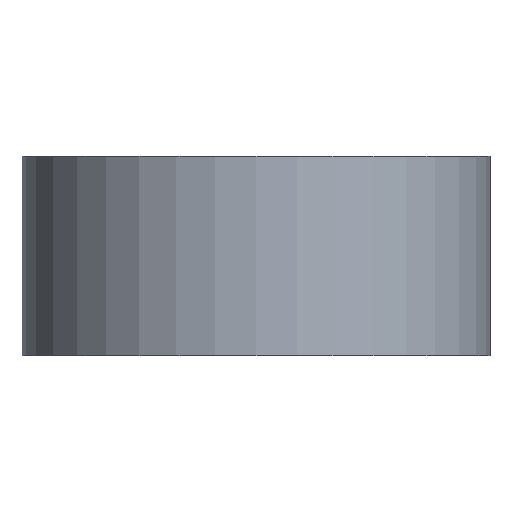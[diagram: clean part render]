
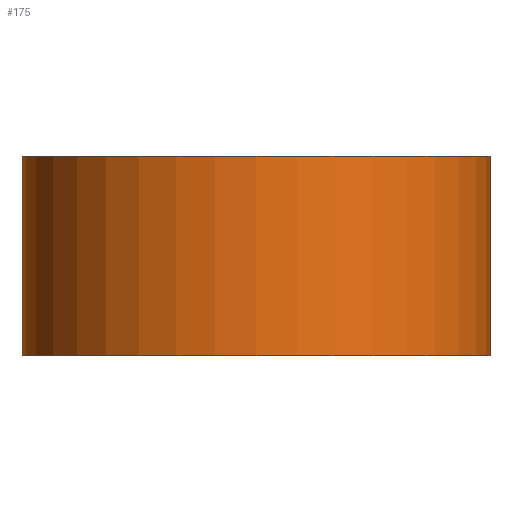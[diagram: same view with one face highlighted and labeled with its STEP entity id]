
A CAD part, front view. The second image highlights one B-rep face of the part: STEP entity #175.
In plain terms, the highlighted cylindrical face has radius 13.5 mm (diameter 27 mm), a partial arc.
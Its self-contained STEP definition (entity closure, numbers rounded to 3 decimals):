
#2 = CARTESIAN_POINT ( 'NONE',  ( 0., 0., 0. ) ) ;
#5 = CYLINDRICAL_SURFACE ( 'NONE', #84, 13.5 ) ;
#8 = EDGE_CURVE ( 'NONE', #115, #133, #186, .T. ) ;
#9 = AXIS2_PLACEMENT_3D ( 'NONE', #2, #146, #64 ) ;
#10 = VERTEX_POINT ( 'NONE', #174 ) ;
#12 = LINE ( 'NONE', #81, #73 ) ;
#20 = CARTESIAN_POINT ( 'NONE',  ( -13.5, 0., 11.5 ) ) ;
#24 = CIRCLE ( 'NONE', #61, 13.5 ) ;
#33 = DIRECTION ( 'NONE',  ( 1., 0., 0. ) ) ;
#45 = DIRECTION ( 'NONE',  ( -1., 0., 0. ) ) ;
#48 = DIRECTION ( 'NONE',  ( 0., 0., -1. ) ) ;
#57 = CARTESIAN_POINT ( 'NONE',  ( -13.5, 0., 11.5 ) ) ;
#61 = AXIS2_PLACEMENT_3D ( 'NONE', #71, #107, #33 ) ;
#62 = ORIENTED_EDGE ( 'NONE', *, *, #8, .T. ) ;
#64 = DIRECTION ( 'NONE',  ( 1., 0., 0. ) ) ;
#66 = CARTESIAN_POINT ( 'NONE',  ( 0., 0., 11.5 ) ) ;
#71 = CARTESIAN_POINT ( 'NONE',  ( 0., 0., 11.5 ) ) ;
#73 = VECTOR ( 'NONE', #122, 1000. ) ;
#77 = EDGE_CURVE ( 'NONE', #151, #10, #24, .T. ) ;
#81 = CARTESIAN_POINT ( 'NONE',  ( 13.5, 0., 11.5 ) ) ;
#84 = AXIS2_PLACEMENT_3D ( 'NONE', #66, #48, #45 ) ;
#86 = FACE_OUTER_BOUND ( 'NONE', #214, .T. ) ;
#107 = DIRECTION ( 'NONE',  ( 0., 0., 1. ) ) ;
#109 = ORIENTED_EDGE ( 'NONE', *, *, #77, .F. ) ;
#115 = VERTEX_POINT ( 'NONE', #124 ) ;
#119 = VECTOR ( 'NONE', #189, 1000. ) ;
#122 = DIRECTION ( 'NONE',  ( 0., 0., -1. ) ) ;
#124 = CARTESIAN_POINT ( 'NONE',  ( -13.5, 0., 0. ) ) ;
#129 = EDGE_CURVE ( 'NONE', #151, #115, #208, .T. ) ;
#133 = VERTEX_POINT ( 'NONE', #204 ) ;
#146 = DIRECTION ( 'NONE',  ( 0., 0., 1. ) ) ;
#151 = VERTEX_POINT ( 'NONE', #20 ) ;
#165 = ORIENTED_EDGE ( 'NONE', *, *, #212, .F. ) ;
#174 = CARTESIAN_POINT ( 'NONE',  ( 13.5, 0., 11.5 ) ) ;
#175 = ADVANCED_FACE ( 'NONE', ( #86 ), #5, .T. ) ;
#186 = CIRCLE ( 'NONE', #9, 13.5 ) ;
#189 = DIRECTION ( 'NONE',  ( 0., 0., -1. ) ) ;
#196 = ORIENTED_EDGE ( 'NONE', *, *, #129, .T. ) ;
#204 = CARTESIAN_POINT ( 'NONE',  ( 13.5, 0., 0. ) ) ;
#208 = LINE ( 'NONE', #57, #119 ) ;
#212 = EDGE_CURVE ( 'NONE', #10, #133, #12, .T. ) ;
#214 = EDGE_LOOP ( 'NONE', ( #165, #109, #196, #62 ) ) ;
